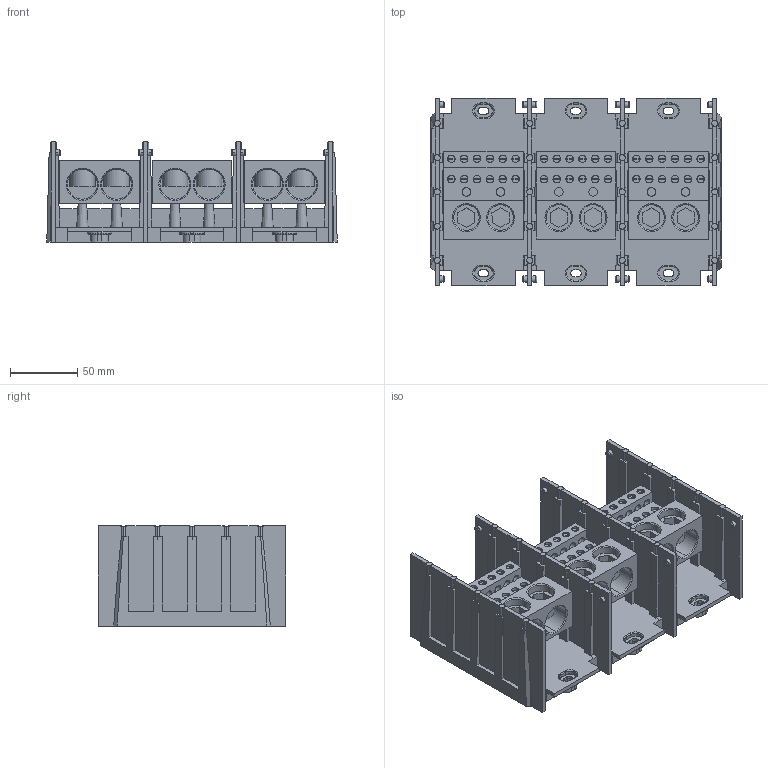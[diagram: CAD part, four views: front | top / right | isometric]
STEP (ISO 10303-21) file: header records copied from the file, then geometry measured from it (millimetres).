
FILE_DESCRIPTION (( 'STEP AP214' ), '1' );
FILE_NAME ('PB7123.STEP', '2014-12-17T20:09:33', ( '' ), ( '' ), 'SwSTEP 2.0', 'SolidWorks 2014', '' );
FILE_SCHEMA (( 'AUTOMOTIVE_DESIGN' ));
Length unit declared in the file: inch
Products named in the file (1): PB7123
Bounding box: 215.49 x 139.3 x 74.22 mm (x, y, z)
Volume: 565277.2 mm3; surface area: 349443.9 mm2
Topology: 60 solids, 60 shells, 2039 faces, 5600 edges, 3650 vertices
Faces by surface type: plane 1217, cylinder 718, torus 68, cone 36
Entity records: 94018 total; most frequent: CARTESIAN_POINT 19164, ORIENTED_EDGE 11200, DIRECTION 10842, EDGE_CURVE 5600, AXIS2_PLACEMENT_3D 3744, VERTEX_POINT 3650, VECTOR 3354, LINE 3354
